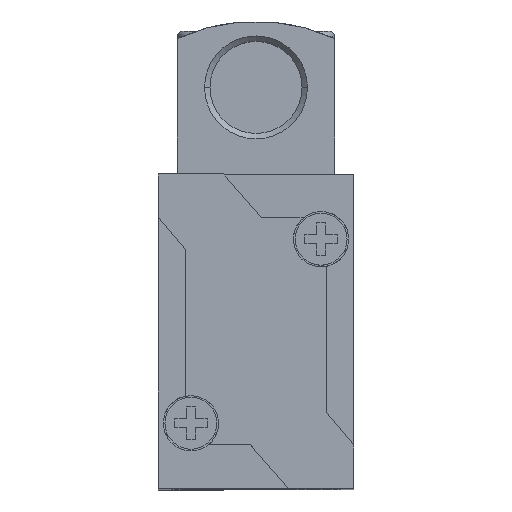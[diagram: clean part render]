
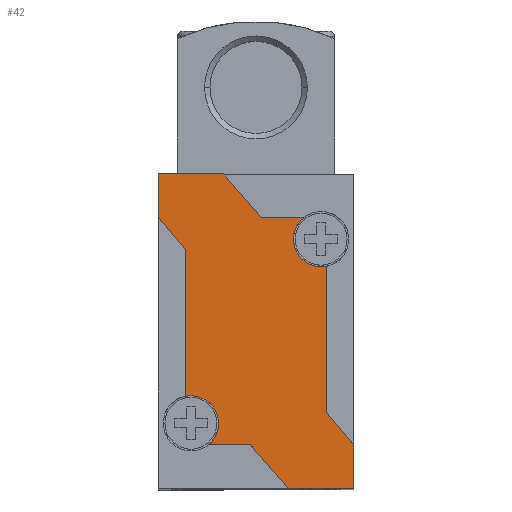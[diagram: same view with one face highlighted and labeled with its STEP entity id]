
A CAD part, top view. The second image highlights one B-rep face of the part: STEP entity #42.
In plain terms, the highlighted planar face has unit normal (0, 0, 1).
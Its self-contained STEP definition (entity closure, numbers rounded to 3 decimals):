
#42 = ADVANCED_FACE ( 'NONE', ( #6775 ), #3478, .T. ) ;
#1022 = CARTESIAN_POINT ( 'NONE',  ( 9., -29., 2.5 ) ) ;
#1023 = DIRECTION ( 'NONE',  ( 0., 1., 0. ) ) ;
#1042 = CARTESIAN_POINT ( 'NONE',  ( 6., -6.012, 2.5 ) ) ;
#1043 = DIRECTION ( 'NONE',  ( 0., 0., 1. ) ) ;
#1044 = DIRECTION ( 'NONE',  ( 1., 0., 0. ) ) ;
#1059 = CARTESIAN_POINT ( 'NONE',  ( -6., -23.012, 2.5 ) ) ;
#1060 = DIRECTION ( 'NONE',  ( 0., 0., 1. ) ) ;
#1061 = DIRECTION ( 'NONE',  ( 1., 0., 0. ) ) ;
#1082 = CARTESIAN_POINT ( 'NONE',  ( -9., 0., 2.5 ) ) ;
#1083 = DIRECTION ( 'NONE',  ( 0., -1., 0. ) ) ;
#1404 = CARTESIAN_POINT ( 'NONE',  ( -9., -4., 2.5 ) ) ;
#1405 = DIRECTION ( 'NONE',  ( 0.64, -0.768, 0. ) ) ;
#1408 = CARTESIAN_POINT ( 'NONE',  ( -6.5, -7., 2.5 ) ) ;
#1409 = DIRECTION ( 'NONE',  ( 0., -1., 0. ) ) ;
#1410 = CARTESIAN_POINT ( 'NONE',  ( -6.5, -25., 2.5 ) ) ;
#1411 = DIRECTION ( 'NONE',  ( 1., 0., 0. ) ) ;
#1443 = CARTESIAN_POINT ( 'NONE',  ( -3., 0., 2.5 ) ) ;
#1444 = DIRECTION ( 'NONE',  ( -1., 0., 0. ) ) ;
#1472 = CARTESIAN_POINT ( 'NONE',  ( 3., -29., 2.5 ) ) ;
#1473 = DIRECTION ( 'NONE',  ( 1., 0., 0. ) ) ;
#1520 = CARTESIAN_POINT ( 'NONE',  ( -3., 0., 2.5 ) ) ;
#1521 = DIRECTION ( 'NONE',  ( -0.659, 0.753, 0. ) ) ;
#1522 = CARTESIAN_POINT ( 'NONE',  ( 6., -6.012, 2.5 ) ) ;
#1523 = DIRECTION ( 'NONE',  ( 0., 0., 1. ) ) ;
#1524 = DIRECTION ( 'NONE',  ( 1., 0., 0. ) ) ;
#1525 = CARTESIAN_POINT ( 'NONE',  ( -6., -23.012, 2.5 ) ) ;
#1526 = DIRECTION ( 'NONE',  ( 0., 0., 1. ) ) ;
#1527 = DIRECTION ( 'NONE',  ( 1., 0., 0. ) ) ;
#1528 = CARTESIAN_POINT ( 'NONE',  ( 0.5, -4., 2.5 ) ) ;
#1529 = DIRECTION ( 'NONE',  ( -1., 0., 0. ) ) ;
#1534 = CARTESIAN_POINT ( 'NONE',  ( 6.5, -22., 2.5 ) ) ;
#1535 = DIRECTION ( 'NONE',  ( 0., 1., 0. ) ) ;
#1536 = CARTESIAN_POINT ( 'NONE',  ( 9., -25., 2.5 ) ) ;
#1537 = DIRECTION ( 'NONE',  ( -0.64, 0.768, 0. ) ) ;
#1544 = CARTESIAN_POINT ( 'NONE',  ( -0.5, -25., 2.5 ) ) ;
#1545 = DIRECTION ( 'NONE',  ( 0.659, -0.753, 0. ) ) ;
#2244 = AXIS2_PLACEMENT_3D ( 'NONE', #1042, #1043, #1044 ) ;
#2247 = AXIS2_PLACEMENT_3D ( 'NONE', #1059, #1060, #1061 ) ;
#2278 = AXIS2_PLACEMENT_3D ( 'NONE', #1522, #1523, #1524 ) ;
#2279 = AXIS2_PLACEMENT_3D ( 'NONE', #1525, #1526, #1527 ) ;
#2515 = ORIENTED_EDGE ( 'NONE', *, *, #5363, .F. ) ;
#2715 = CARTESIAN_POINT ( 'NONE',  ( -6.5, -20.512, 2.5 ) ) ;
#2717 = CARTESIAN_POINT ( 'NONE',  ( -4.403, -25., 2.5 ) ) ;
#2728 = CARTESIAN_POINT ( 'NONE',  ( 0.5, -4., 2.5 ) ) ;
#2734 = CARTESIAN_POINT ( 'NONE',  ( -9., 0., 2.5 ) ) ;
#2743 = CARTESIAN_POINT ( 'NONE',  ( 3., -29., 2.5 ) ) ;
#2748 = CARTESIAN_POINT ( 'NONE',  ( 3.45, -6.012, 2.5 ) ) ;
#2750 = CARTESIAN_POINT ( 'NONE',  ( 9., -29., 2.5 ) ) ;
#2778 = CARTESIAN_POINT ( 'NONE',  ( 6.5, -8.513, 2.5 ) ) ;
#2782 = CARTESIAN_POINT ( 'NONE',  ( -3.45, -23.012, 2.5 ) ) ;
#2786 = CARTESIAN_POINT ( 'NONE',  ( -3., 0., 2.5 ) ) ;
#2818 = CARTESIAN_POINT ( 'NONE',  ( -6.5, -7., 2.5 ) ) ;
#2822 = CARTESIAN_POINT ( 'NONE',  ( 4.433, -4., 2.5 ) ) ;
#2825 = CARTESIAN_POINT ( 'NONE',  ( 6.5, -22., 2.5 ) ) ;
#2831 = CARTESIAN_POINT ( 'NONE',  ( -0.5, -25., 2.5 ) ) ;
#2833 = CARTESIAN_POINT ( 'NONE',  ( 9., -25., 2.5 ) ) ;
#2849 = CARTESIAN_POINT ( 'NONE',  ( -9., -4., 2.5 ) ) ;
#3274 = VERTEX_POINT ( 'NONE', #2849 ) ;
#3289 = VERTEX_POINT ( 'NONE', #2833 ) ;
#3291 = VERTEX_POINT ( 'NONE', #2831 ) ;
#3297 = VERTEX_POINT ( 'NONE', #2825 ) ;
#3300 = VERTEX_POINT ( 'NONE', #2822 ) ;
#3304 = VERTEX_POINT ( 'NONE', #2818 ) ;
#3335 = VERTEX_POINT ( 'NONE', #2786 ) ;
#3339 = VERTEX_POINT ( 'NONE', #2782 ) ;
#3343 = VERTEX_POINT ( 'NONE', #2778 ) ;
#3372 = VERTEX_POINT ( 'NONE', #2750 ) ;
#3375 = VERTEX_POINT ( 'NONE', #2748 ) ;
#3381 = VERTEX_POINT ( 'NONE', #2743 ) ;
#3390 = VERTEX_POINT ( 'NONE', #2734 ) ;
#3401 = VERTEX_POINT ( 'NONE', #2728 ) ;
#3412 = VERTEX_POINT ( 'NONE', #2717 ) ;
#3414 = VERTEX_POINT ( 'NONE', #2715 ) ;
#3478 = PLANE ( 'NONE',  #5501 ) ;
#3491 = DIRECTION ( 'NONE',  ( 0., 0., 1. ) ) ;
#3498 = CARTESIAN_POINT ( 'NONE',  ( -9., -25., 2.5 ) ) ;
#3517 = DIRECTION ( 'NONE',  ( 1., 0., 0. ) ) ;
#3774 = EDGE_CURVE ( 'NONE', #3372, #3289, #4277, .T. ) ;
#3783 = EDGE_CURVE ( 'NONE', #3375, #3343, #4293, .T. ) ;
#3790 = EDGE_CURVE ( 'NONE', #3339, #3414, #4305, .T. ) ;
#3799 = EDGE_CURVE ( 'NONE', #3390, #3274, #4316, .T. ) ;
#4277 = LINE ( 'NONE', #1022, #4278 ) ;
#4278 = VECTOR ( 'NONE', #1023, 1000. ) ;
#4293 = CIRCLE ( 'NONE', #2244, 2.55 ) ;
#4305 = CIRCLE ( 'NONE', #2247, 2.55 ) ;
#4316 = LINE ( 'NONE', #1082, #4318 ) ;
#4318 = VECTOR ( 'NONE', #1083, 1000. ) ;
#4437 = LINE ( 'NONE', #1404, #4438 ) ;
#4438 = VECTOR ( 'NONE', #1405, 1000. ) ;
#4441 = LINE ( 'NONE', #1408, #4442 ) ;
#4442 = VECTOR ( 'NONE', #1409, 1000. ) ;
#4443 = LINE ( 'NONE', #1410, #4444 ) ;
#4444 = VECTOR ( 'NONE', #1411, 1000. ) ;
#4474 = LINE ( 'NONE', #1443, #4475 ) ;
#4475 = VECTOR ( 'NONE', #1444, 1000. ) ;
#4501 = LINE ( 'NONE', #1472, #4502 ) ;
#4502 = VECTOR ( 'NONE', #1473, 1000. ) ;
#4536 = LINE ( 'NONE', #1520, #4538 ) ;
#4538 = VECTOR ( 'NONE', #1521, 1000. ) ;
#4539 = CIRCLE ( 'NONE', #2278, 2.55 ) ;
#4540 = LINE ( 'NONE', #1528, #4542 ) ;
#4541 = CIRCLE ( 'NONE', #2279, 2.55 ) ;
#4542 = VECTOR ( 'NONE', #1529, 1000. ) ;
#4547 = LINE ( 'NONE', #1534, #4548 ) ;
#4548 = VECTOR ( 'NONE', #1535, 1000. ) ;
#4549 = LINE ( 'NONE', #1536, #4550 ) ;
#4550 = VECTOR ( 'NONE', #1537, 1000. ) ;
#4557 = LINE ( 'NONE', #1544, #4558 ) ;
#4558 = VECTOR ( 'NONE', #1545, 1000. ) ;
#5308 = EDGE_CURVE ( 'NONE', #3274, #3304, #4437, .T. ) ;
#5310 = EDGE_CURVE ( 'NONE', #3304, #3414, #4441, .T. ) ;
#5311 = EDGE_CURVE ( 'NONE', #3412, #3291, #4443, .T. ) ;
#5327 = EDGE_CURVE ( 'NONE', #3335, #3390, #4474, .T. ) ;
#5341 = EDGE_CURVE ( 'NONE', #3381, #3372, #4501, .T. ) ;
#5362 = EDGE_CURVE ( 'NONE', #3401, #3335, #4536, .T. ) ;
#5363 = EDGE_CURVE ( 'NONE', #3300, #3375, #4539, .T. ) ;
#5364 = EDGE_CURVE ( 'NONE', #3412, #3339, #4541, .T. ) ;
#5365 = EDGE_CURVE ( 'NONE', #3300, #3401, #4540, .T. ) ;
#5368 = EDGE_CURVE ( 'NONE', #3297, #3343, #4547, .T. ) ;
#5369 = EDGE_CURVE ( 'NONE', #3289, #3297, #4549, .T. ) ;
#5373 = EDGE_CURVE ( 'NONE', #3291, #3381, #4557, .T. ) ;
#5501 = AXIS2_PLACEMENT_3D ( 'NONE', #3498, #3491, #3517 ) ;
#6436 = ORIENTED_EDGE ( 'NONE', *, *, #5369, .T. ) ;
#6438 = ORIENTED_EDGE ( 'NONE', *, *, #5368, .T. ) ;
#6448 = ORIENTED_EDGE ( 'NONE', *, *, #5341, .T. ) ;
#6449 = ORIENTED_EDGE ( 'NONE', *, *, #3774, .T. ) ;
#6450 = ORIENTED_EDGE ( 'NONE', *, *, #5373, .T. ) ;
#6451 = ORIENTED_EDGE ( 'NONE', *, *, #5311, .T. ) ;
#6452 = ORIENTED_EDGE ( 'NONE', *, *, #3790, .F. ) ;
#6453 = ORIENTED_EDGE ( 'NONE', *, *, #5364, .F. ) ;
#6454 = ORIENTED_EDGE ( 'NONE', *, *, #5308, .T. ) ;
#6455 = ORIENTED_EDGE ( 'NONE', *, *, #5327, .T. ) ;
#6456 = ORIENTED_EDGE ( 'NONE', *, *, #3799, .T. ) ;
#6457 = ORIENTED_EDGE ( 'NONE', *, *, #5310, .T. ) ;
#6458 = ORIENTED_EDGE ( 'NONE', *, *, #5362, .T. ) ;
#6459 = ORIENTED_EDGE ( 'NONE', *, *, #5365, .T. ) ;
#6710 = EDGE_LOOP ( 'NONE', ( #2515, #6459, #6458, #6455, #6456, #6454, #6457, #6452, #6453, #6451, #6450, #6448, #6449, #6436, #6438, #7051 ) ) ;
#6775 = FACE_OUTER_BOUND ( 'NONE', #6710, .T. ) ;
#7051 = ORIENTED_EDGE ( 'NONE', *, *, #3783, .F. ) ;
